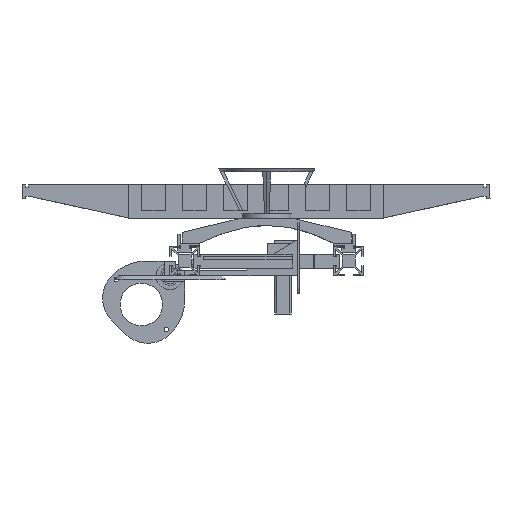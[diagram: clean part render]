
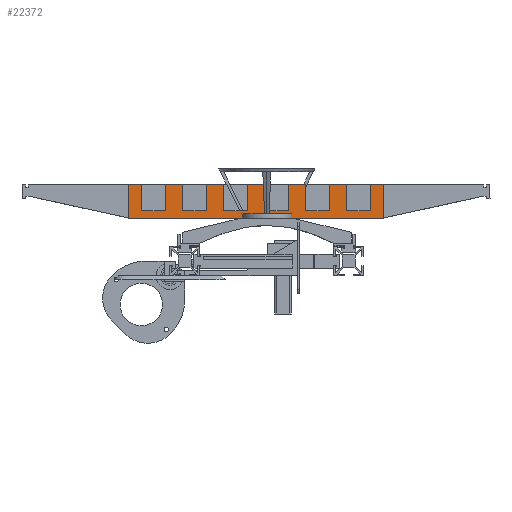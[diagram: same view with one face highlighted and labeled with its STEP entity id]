
A CAD part, front view. The second image highlights one B-rep face of the part: STEP entity #22372.
In plain terms, the highlighted planar face has unit normal (0, -1, 0).
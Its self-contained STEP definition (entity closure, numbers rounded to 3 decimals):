
#878=PLANE('',#23710);
#1926=FACE_OUTER_BOUND('',#3150,.T.);
#3150=EDGE_LOOP('',(#16910,#16911,#16912,#16913,#16914,#16915,#16916,#16917,
#16918,#16919,#16920,#16921,#16922,#16923,#16924,#16925,#16926,#16927,#16928,
#16929,#16930,#16931,#16932,#16933,#16934,#16935,#16936,#16937,#16938,#16939));
#4657=LINE('',#32421,#7454);
#4661=LINE('',#32429,#7458);
#4663=LINE('',#32433,#7460);
#4664=LINE('',#32435,#7461);
#4665=LINE('',#32437,#7462);
#4666=LINE('',#32439,#7463);
#4667=LINE('',#32441,#7464);
#4668=LINE('',#32443,#7465);
#4669=LINE('',#32445,#7466);
#4670=LINE('',#32447,#7467);
#4671=LINE('',#32449,#7468);
#4672=LINE('',#32451,#7469);
#4673=LINE('',#32453,#7470);
#4674=LINE('',#32455,#7471);
#4675=LINE('',#32457,#7472);
#4676=LINE('',#32459,#7473);
#4677=LINE('',#32461,#7474);
#4678=LINE('',#32463,#7475);
#4679=LINE('',#32465,#7476);
#4680=LINE('',#32467,#7477);
#4681=LINE('',#32469,#7478);
#4682=LINE('',#32471,#7479);
#4683=LINE('',#32473,#7480);
#4684=LINE('',#32475,#7481);
#4685=LINE('',#32477,#7482);
#4686=LINE('',#32479,#7483);
#4687=LINE('',#32481,#7484);
#4688=LINE('',#32483,#7485);
#4689=LINE('',#32485,#7486);
#4690=LINE('',#32486,#7487);
#7454=VECTOR('',#25787,10.);
#7458=VECTOR('',#25797,10.);
#7460=VECTOR('',#25801,10.);
#7461=VECTOR('',#25802,10.);
#7462=VECTOR('',#25803,10.);
#7463=VECTOR('',#25804,10.);
#7464=VECTOR('',#25805,10.);
#7465=VECTOR('',#25806,10.);
#7466=VECTOR('',#25807,10.);
#7467=VECTOR('',#25808,10.);
#7468=VECTOR('',#25809,10.);
#7469=VECTOR('',#25810,10.);
#7470=VECTOR('',#25811,10.);
#7471=VECTOR('',#25812,10.);
#7472=VECTOR('',#25813,10.);
#7473=VECTOR('',#25814,10.);
#7474=VECTOR('',#25815,10.);
#7475=VECTOR('',#25816,10.);
#7476=VECTOR('',#25817,10.);
#7477=VECTOR('',#25818,10.);
#7478=VECTOR('',#25819,10.);
#7479=VECTOR('',#25820,10.);
#7480=VECTOR('',#25821,10.);
#7481=VECTOR('',#25822,10.);
#7482=VECTOR('',#25823,10.);
#7483=VECTOR('',#25824,10.);
#7484=VECTOR('',#25825,10.);
#7485=VECTOR('',#25826,10.);
#7486=VECTOR('',#25827,10.);
#7487=VECTOR('',#25828,10.);
#10413=VERTEX_POINT('',#32418);
#10414=VERTEX_POINT('',#32420);
#10415=VERTEX_POINT('',#32428);
#10416=VERTEX_POINT('',#32432);
#10417=VERTEX_POINT('',#32434);
#10418=VERTEX_POINT('',#32436);
#10419=VERTEX_POINT('',#32438);
#10420=VERTEX_POINT('',#32440);
#10421=VERTEX_POINT('',#32442);
#10422=VERTEX_POINT('',#32444);
#10423=VERTEX_POINT('',#32446);
#10424=VERTEX_POINT('',#32448);
#10425=VERTEX_POINT('',#32450);
#10426=VERTEX_POINT('',#32452);
#10427=VERTEX_POINT('',#32454);
#10428=VERTEX_POINT('',#32456);
#10429=VERTEX_POINT('',#32458);
#10430=VERTEX_POINT('',#32460);
#10431=VERTEX_POINT('',#32462);
#10432=VERTEX_POINT('',#32464);
#10433=VERTEX_POINT('',#32466);
#10434=VERTEX_POINT('',#32468);
#10435=VERTEX_POINT('',#32470);
#10436=VERTEX_POINT('',#32472);
#10437=VERTEX_POINT('',#32474);
#10438=VERTEX_POINT('',#32476);
#10439=VERTEX_POINT('',#32478);
#10440=VERTEX_POINT('',#32480);
#10441=VERTEX_POINT('',#32482);
#10442=VERTEX_POINT('',#32484);
#12855=EDGE_CURVE('',#10414,#10413,#4657,.T.);
#12859=EDGE_CURVE('',#10415,#10414,#4661,.T.);
#12861=EDGE_CURVE('',#10413,#10416,#4663,.T.);
#12862=EDGE_CURVE('',#10416,#10417,#4664,.T.);
#12863=EDGE_CURVE('',#10417,#10418,#4665,.T.);
#12864=EDGE_CURVE('',#10418,#10419,#4666,.T.);
#12865=EDGE_CURVE('',#10419,#10420,#4667,.T.);
#12866=EDGE_CURVE('',#10420,#10421,#4668,.T.);
#12867=EDGE_CURVE('',#10421,#10422,#4669,.T.);
#12868=EDGE_CURVE('',#10422,#10423,#4670,.T.);
#12869=EDGE_CURVE('',#10423,#10424,#4671,.T.);
#12870=EDGE_CURVE('',#10424,#10425,#4672,.T.);
#12871=EDGE_CURVE('',#10425,#10426,#4673,.T.);
#12872=EDGE_CURVE('',#10426,#10427,#4674,.T.);
#12873=EDGE_CURVE('',#10427,#10428,#4675,.T.);
#12874=EDGE_CURVE('',#10428,#10429,#4676,.T.);
#12875=EDGE_CURVE('',#10429,#10430,#4677,.T.);
#12876=EDGE_CURVE('',#10430,#10431,#4678,.T.);
#12877=EDGE_CURVE('',#10431,#10432,#4679,.T.);
#12878=EDGE_CURVE('',#10432,#10433,#4680,.T.);
#12879=EDGE_CURVE('',#10433,#10434,#4681,.T.);
#12880=EDGE_CURVE('',#10434,#10435,#4682,.T.);
#12881=EDGE_CURVE('',#10435,#10436,#4683,.T.);
#12882=EDGE_CURVE('',#10436,#10437,#4684,.T.);
#12883=EDGE_CURVE('',#10437,#10438,#4685,.T.);
#12884=EDGE_CURVE('',#10438,#10439,#4686,.T.);
#12885=EDGE_CURVE('',#10439,#10440,#4687,.T.);
#12886=EDGE_CURVE('',#10441,#10440,#4688,.T.);
#12887=EDGE_CURVE('',#10441,#10442,#4689,.T.);
#12888=EDGE_CURVE('',#10442,#10415,#4690,.T.);
#16910=ORIENTED_EDGE('',*,*,#12855,.T.);
#16911=ORIENTED_EDGE('',*,*,#12861,.T.);
#16912=ORIENTED_EDGE('',*,*,#12862,.T.);
#16913=ORIENTED_EDGE('',*,*,#12863,.T.);
#16914=ORIENTED_EDGE('',*,*,#12864,.T.);
#16915=ORIENTED_EDGE('',*,*,#12865,.T.);
#16916=ORIENTED_EDGE('',*,*,#12866,.T.);
#16917=ORIENTED_EDGE('',*,*,#12867,.T.);
#16918=ORIENTED_EDGE('',*,*,#12868,.T.);
#16919=ORIENTED_EDGE('',*,*,#12869,.T.);
#16920=ORIENTED_EDGE('',*,*,#12870,.T.);
#16921=ORIENTED_EDGE('',*,*,#12871,.T.);
#16922=ORIENTED_EDGE('',*,*,#12872,.T.);
#16923=ORIENTED_EDGE('',*,*,#12873,.T.);
#16924=ORIENTED_EDGE('',*,*,#12874,.T.);
#16925=ORIENTED_EDGE('',*,*,#12875,.T.);
#16926=ORIENTED_EDGE('',*,*,#12876,.T.);
#16927=ORIENTED_EDGE('',*,*,#12877,.T.);
#16928=ORIENTED_EDGE('',*,*,#12878,.T.);
#16929=ORIENTED_EDGE('',*,*,#12879,.T.);
#16930=ORIENTED_EDGE('',*,*,#12880,.T.);
#16931=ORIENTED_EDGE('',*,*,#12881,.T.);
#16932=ORIENTED_EDGE('',*,*,#12882,.T.);
#16933=ORIENTED_EDGE('',*,*,#12883,.T.);
#16934=ORIENTED_EDGE('',*,*,#12884,.T.);
#16935=ORIENTED_EDGE('',*,*,#12885,.T.);
#16936=ORIENTED_EDGE('',*,*,#12886,.F.);
#16937=ORIENTED_EDGE('',*,*,#12887,.T.);
#16938=ORIENTED_EDGE('',*,*,#12888,.T.);
#16939=ORIENTED_EDGE('',*,*,#12859,.T.);
#22372=ADVANCED_FACE('',(#1926),#878,.T.);
#23710=AXIS2_PLACEMENT_3D('',#32431,#25799,#25800);
#25787=DIRECTION('',(0.,0.,1.));
#25797=DIRECTION('',(0.977,0.,0.213));
#25799=DIRECTION('center_axis',(0.,-1.,0.));
#25800=DIRECTION('ref_axis',(0.,0.,-1.));
#25801=DIRECTION('',(-1.,0.,0.));
#25802=DIRECTION('',(0.,0.,-1.));
#25803=DIRECTION('',(-1.,0.,0.));
#25804=DIRECTION('',(0.,0.,1.));
#25805=DIRECTION('',(-1.,0.,0.));
#25806=DIRECTION('',(0.,0.,-1.));
#25807=DIRECTION('',(-1.,0.,0.));
#25808=DIRECTION('',(0.,0.,1.));
#25809=DIRECTION('',(-1.,0.,0.));
#25810=DIRECTION('',(0.,0.,-1.));
#25811=DIRECTION('',(-1.,0.,0.));
#25812=DIRECTION('',(0.,0.,1.));
#25813=DIRECTION('',(-1.,0.,0.));
#25814=DIRECTION('',(0.,0.,-1.));
#25815=DIRECTION('',(-1.,0.,0.));
#25816=DIRECTION('',(0.,0.,1.));
#25817=DIRECTION('',(-1.,0.,0.));
#25818=DIRECTION('',(0.,0.,-1.));
#25819=DIRECTION('',(-1.,0.,0.));
#25820=DIRECTION('',(0.,0.,1.));
#25821=DIRECTION('',(-1.,0.,0.));
#25822=DIRECTION('',(0.,0.,-1.));
#25823=DIRECTION('',(-1.,0.,0.));
#25824=DIRECTION('',(0.,0.,1.));
#25825=DIRECTION('',(-1.,0.,0.));
#25826=DIRECTION('',(0.,0.,1.));
#25827=DIRECTION('',(0.977,0.,-0.213));
#25828=DIRECTION('',(1.,0.,0.));
#32418=CARTESIAN_POINT('',(143.,-5.,61.25));
#32420=CARTESIAN_POINT('',(143.,-5.,38.859));
#32421=CARTESIAN_POINT('',(143.,-5.,55.625));
#32428=CARTESIAN_POINT('',(142.5,-5.,38.75));
#32429=CARTESIAN_POINT('',(210.5,-5.,53.608));
#32431=CARTESIAN_POINT('Origin',(57.75,-5.,50.));
#32432=CARTESIAN_POINT('',(134.25,-5.,61.25));
#32433=CARTESIAN_POINT('',(134.25,-5.,61.25));
#32434=CARTESIAN_POINT('',(134.25,-5.,43.75));
#32435=CARTESIAN_POINT('',(134.25,-5.,43.75));
#32436=CARTESIAN_POINT('',(118.75,-5.,43.75));
#32437=CARTESIAN_POINT('',(118.75,-5.,43.75));
#32438=CARTESIAN_POINT('',(118.75,-5.,61.25));
#32439=CARTESIAN_POINT('',(118.75,-5.,61.25));
#32440=CARTESIAN_POINT('',(106.75,-5.,61.25));
#32441=CARTESIAN_POINT('',(106.75,-5.,61.25));
#32442=CARTESIAN_POINT('',(106.75,-5.,43.75));
#32443=CARTESIAN_POINT('',(106.75,-5.,43.75));
#32444=CARTESIAN_POINT('',(91.25,-5.,43.75));
#32445=CARTESIAN_POINT('',(91.25,-5.,43.75));
#32446=CARTESIAN_POINT('',(91.25,-5.,61.25));
#32447=CARTESIAN_POINT('',(91.25,-5.,61.25));
#32448=CARTESIAN_POINT('',(79.25,-5.,61.25));
#32449=CARTESIAN_POINT('',(79.25,-5.,61.25));
#32450=CARTESIAN_POINT('',(79.25,-5.,43.75));
#32451=CARTESIAN_POINT('',(79.25,-5.,43.75));
#32452=CARTESIAN_POINT('',(63.75,-5.,43.75));
#32453=CARTESIAN_POINT('',(63.75,-5.,43.75));
#32454=CARTESIAN_POINT('',(63.75,-5.,61.25));
#32455=CARTESIAN_POINT('',(63.75,-5.,61.25));
#32456=CARTESIAN_POINT('',(51.75,-5.,61.25));
#32457=CARTESIAN_POINT('',(51.75,-5.,61.25));
#32458=CARTESIAN_POINT('',(51.75,-5.,43.75));
#32459=CARTESIAN_POINT('',(51.75,-5.,43.75));
#32460=CARTESIAN_POINT('',(36.25,-5.,43.75));
#32461=CARTESIAN_POINT('',(36.25,-5.,43.75));
#32462=CARTESIAN_POINT('',(36.25,-5.,61.25));
#32463=CARTESIAN_POINT('',(36.25,-5.,61.25));
#32464=CARTESIAN_POINT('',(24.25,-5.,61.25));
#32465=CARTESIAN_POINT('',(24.25,-5.,61.25));
#32466=CARTESIAN_POINT('',(24.25,-5.,43.75));
#32467=CARTESIAN_POINT('',(24.25,-5.,43.75));
#32468=CARTESIAN_POINT('',(8.75,-5.,43.75));
#32469=CARTESIAN_POINT('',(8.75,-5.,43.75));
#32470=CARTESIAN_POINT('',(8.75,-5.,61.25));
#32471=CARTESIAN_POINT('',(8.75,-5.,61.25));
#32472=CARTESIAN_POINT('',(-3.25,-5.,61.25));
#32473=CARTESIAN_POINT('',(-3.25,-5.,61.25));
#32474=CARTESIAN_POINT('',(-3.25,-5.,43.75));
#32475=CARTESIAN_POINT('',(-3.25,-5.,43.75));
#32476=CARTESIAN_POINT('',(-18.75,-5.,43.75));
#32477=CARTESIAN_POINT('',(-18.75,-5.,43.75));
#32478=CARTESIAN_POINT('',(-18.75,-5.,61.25));
#32479=CARTESIAN_POINT('',(-18.75,-5.,61.25));
#32480=CARTESIAN_POINT('',(-27.5,-5.,61.25));
#32481=CARTESIAN_POINT('',(-95.,-5.,61.25));
#32482=CARTESIAN_POINT('',(-27.5,-5.,38.859));
#32483=CARTESIAN_POINT('',(-27.5,-5.,55.625));
#32484=CARTESIAN_POINT('',(-27.,-5.,38.75));
#32485=CARTESIAN_POINT('',(-95.,-5.,53.608));
#32486=CARTESIAN_POINT('',(-27.,-5.,38.75));
